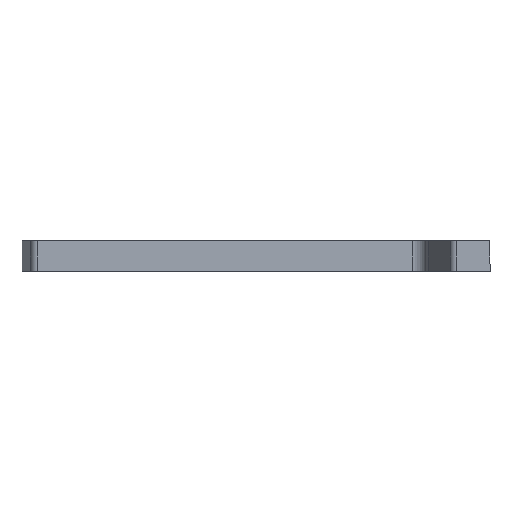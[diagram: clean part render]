
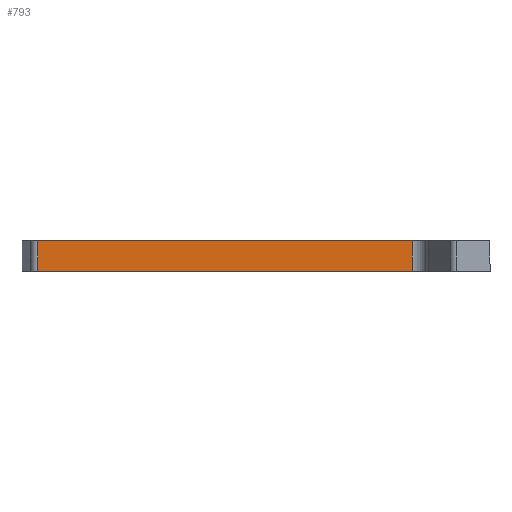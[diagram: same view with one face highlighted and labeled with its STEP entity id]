
A CAD part, left-side view. The second image highlights one B-rep face of the part: STEP entity #793.
In plain terms, the highlighted planar face has unit normal (-1, 0, 0).
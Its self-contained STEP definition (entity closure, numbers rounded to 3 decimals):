
#3 = CARTESIAN_POINT ( 'NONE',  ( -57.5, 20.75, 8. ) ) ;
#43 = ORIENTED_EDGE ( 'NONE', *, *, #1147, .T. ) ;
#53 = DIRECTION ( 'NONE',  ( 0., 0., -1. ) ) ;
#83 = LINE ( 'NONE', #448, #576 ) ;
#91 = AXIS2_PLACEMENT_3D ( 'NONE', #975, #800, #1079 ) ;
#93 = CARTESIAN_POINT ( 'NONE',  ( -57.5, 120.4, 8. ) ) ;
#121 = EDGE_CURVE ( 'NONE', #184, #918, #83, .T. ) ;
#129 = CARTESIAN_POINT ( 'NONE',  ( -57.5, 20.75, 0. ) ) ;
#145 = VECTOR ( 'NONE', #53, 1000. ) ;
#176 = LINE ( 'NONE', #1191, #505 ) ;
#184 = VERTEX_POINT ( 'NONE', #93 ) ;
#225 = CARTESIAN_POINT ( 'NONE',  ( -57.5, 120.4, 0. ) ) ;
#246 = LINE ( 'NONE', #987, #145 ) ;
#310 = ORIENTED_EDGE ( 'NONE', *, *, #1157, .F. ) ;
#444 = DIRECTION ( 'NONE',  ( 0., 0., -1. ) ) ;
#448 = CARTESIAN_POINT ( 'NONE',  ( -57.5, 120.4, 8. ) ) ;
#505 = VECTOR ( 'NONE', #1185, 1000. ) ;
#530 = CARTESIAN_POINT ( 'NONE',  ( -57.5, 120.4, 0. ) ) ;
#557 = ORIENTED_EDGE ( 'NONE', *, *, #121, .T. ) ;
#559 = ORIENTED_EDGE ( 'NONE', *, *, #596, .F. ) ;
#576 = VECTOR ( 'NONE', #444, 1000. ) ;
#580 = VERTEX_POINT ( 'NONE', #3 ) ;
#594 = PLANE ( 'NONE',  #91 ) ;
#596 = EDGE_CURVE ( 'NONE', #184, #580, #176, .T. ) ;
#736 = VERTEX_POINT ( 'NONE', #129 ) ;
#793 = ADVANCED_FACE ( 'NONE', ( #859 ), #594, .F. ) ;
#800 = DIRECTION ( 'NONE',  ( 1., 0., 0. ) ) ;
#822 = EDGE_LOOP ( 'NONE', ( #43, #310, #559, #557 ) ) ;
#859 = FACE_OUTER_BOUND ( 'NONE', #822, .T. ) ;
#882 = DIRECTION ( 'NONE',  ( 0., -1., 0. ) ) ;
#918 = VERTEX_POINT ( 'NONE', #530 ) ;
#975 = CARTESIAN_POINT ( 'NONE',  ( -57.5, 120.4, 8. ) ) ;
#987 = CARTESIAN_POINT ( 'NONE',  ( -57.5, 20.75, 8. ) ) ;
#1066 = LINE ( 'NONE', #225, #1186 ) ;
#1079 = DIRECTION ( 'NONE',  ( 0., 1., 0. ) ) ;
#1147 = EDGE_CURVE ( 'NONE', #918, #736, #1066, .T. ) ;
#1157 = EDGE_CURVE ( 'NONE', #580, #736, #246, .T. ) ;
#1185 = DIRECTION ( 'NONE',  ( 0., -1., 0. ) ) ;
#1186 = VECTOR ( 'NONE', #882, 1000. ) ;
#1191 = CARTESIAN_POINT ( 'NONE',  ( -57.5, 120.4, 8. ) ) ;
